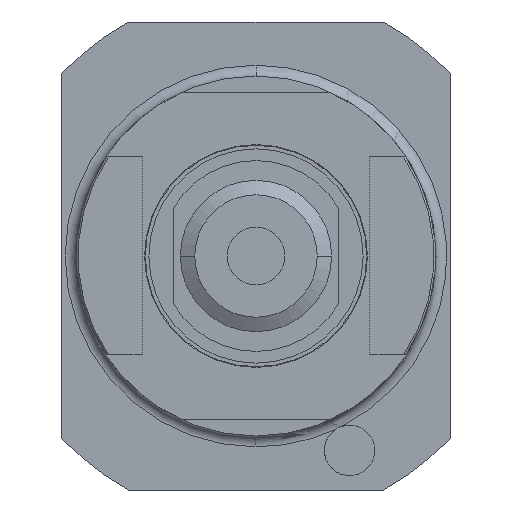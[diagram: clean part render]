
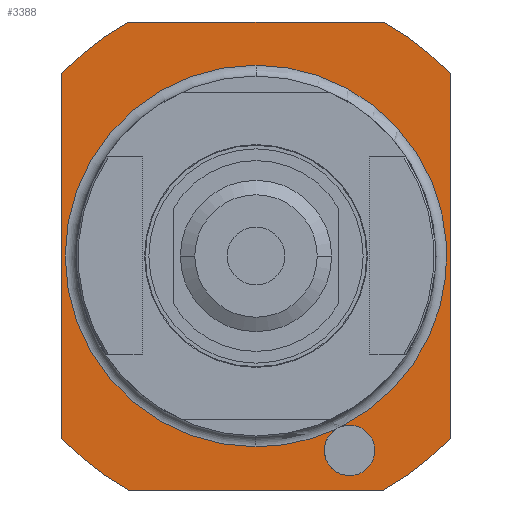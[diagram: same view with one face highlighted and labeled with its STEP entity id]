
A CAD part, left-side view. The second image highlights one B-rep face of the part: STEP entity #3388.
In plain terms, the highlighted planar face has unit normal (-1, 0, 0).
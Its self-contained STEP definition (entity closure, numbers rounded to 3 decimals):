
#1=CARTESIAN_POINT('',(-41.,0.,0.));
#2=DIRECTION('',(-1.,0.,0.));
#3=DIRECTION('',(0.,0.478,0.878));
#4=AXIS2_PLACEMENT_3D('',#1,#2,#3);
#424=CARTESIAN_POINT('',(-41.,0.,0.));
#425=DIRECTION('',(-1.,0.,0.));
#426=DIRECTION('',(0.,0.73,-0.684));
#427=AXIS2_PLACEMENT_3D('',#424,#425,#426);
#487=DIRECTION('',(0.,-1.,0.));
#488=VECTOR('',#487,70.739);
#489=CARTESIAN_POINT('',(-41.,35.369,65.));
#490=LINE('',#489,#488);
#491=DIRECTION('',(0.,0.,-1.));
#492=VECTOR('',#491,101.193);
#493=CARTESIAN_POINT('',(-41.,-54.,50.596));
#494=LINE('',#493,#492);
#495=DIRECTION('',(0.,1.,0.));
#496=VECTOR('',#495,70.739);
#497=CARTESIAN_POINT('',(-41.,-35.369,-65.));
#498=LINE('',#497,#496);
#499=DIRECTION('',(0.,0.,1.));
#500=VECTOR('',#499,101.193);
#501=CARTESIAN_POINT('',(-41.,54.,-50.596));
#502=LINE('',#501,#500);
#503=CARTESIAN_POINT('',(-41.,-26.,-54.));
#504=DIRECTION('',(1.,0.,0.));
#505=DIRECTION('',(0.,0.,1.));
#506=AXIS2_PLACEMENT_3D('',#503,#504,#505);
#508=CARTESIAN_POINT('',(-41.,-26.,-54.));
#509=DIRECTION('',(1.,0.,0.));
#510=DIRECTION('',(0.,0.313,0.95));
#511=AXIS2_PLACEMENT_3D('',#508,#509,#510);
#513=CARTESIAN_POINT('',(-41.,-26.,-54.));
#514=DIRECTION('',(1.,0.,0.));
#515=DIRECTION('',(0.,0.,-1.));
#516=AXIS2_PLACEMENT_3D('',#513,#514,#515);
#518=CARTESIAN_POINT('',(-41.,0.,0.));
#519=DIRECTION('',(1.,0.,0.));
#520=DIRECTION('',(0.,-0.478,0.878));
#521=AXIS2_PLACEMENT_3D('',#518,#519,#520);
#581=CARTESIAN_POINT('',(-41.,0.,0.));
#582=DIRECTION('',(1.,0.,0.));
#583=DIRECTION('',(0.,-0.73,-0.684));
#584=AXIS2_PLACEMENT_3D('',#581,#582,#583);
#603=CARTESIAN_POINT('',(-41.,0.,0.));
#604=DIRECTION('',(-1.,0.,0.));
#605=DIRECTION('',(0.,0.,-1.));
#606=AXIS2_PLACEMENT_3D('',#603,#604,#605);
#618=CARTESIAN_POINT('',(-41.,0.,0.));
#619=DIRECTION('',(-1.,0.,0.));
#620=DIRECTION('',(0.,-0.449,-0.893));
#621=AXIS2_PLACEMENT_3D('',#618,#619,#620);
#623=CARTESIAN_POINT('',(-41.,0.,0.));
#624=DIRECTION('',(-1.,0.,0.));
#625=DIRECTION('',(0.,0.,1.));
#626=AXIS2_PLACEMENT_3D('',#623,#624,#625);
#2275=CARTESIAN_POINT('',(-41.,35.369,65.));
#2277=VERTEX_POINT('',#2275);
#2279=CARTESIAN_POINT('',(-41.,35.369,-65.));
#2281=VERTEX_POINT('',#2279);
#2283=CARTESIAN_POINT('',(-41.,54.,50.596));
#2285=VERTEX_POINT('',#2283);
#2287=CARTESIAN_POINT('',(-41.,54.,-50.596));
#2289=VERTEX_POINT('',#2287);
#2292=CARTESIAN_POINT('',(-41.,-35.369,65.));
#2293=VERTEX_POINT('',#2292);
#2294=CARTESIAN_POINT('',(-41.,-54.,50.596));
#2295=CARTESIAN_POINT('',(-41.,-54.,-50.596));
#2296=VERTEX_POINT('',#2294);
#2297=VERTEX_POINT('',#2295);
#2298=CARTESIAN_POINT('',(-41.,-35.369,-65.));
#2299=VERTEX_POINT('',#2298);
#2334=CARTESIAN_POINT('',(-41.,0.,53.));
#2335=CARTESIAN_POINT('',(-41.,0.,-53.));
#2336=VERTEX_POINT('',#2334);
#2337=VERTEX_POINT('',#2335);
#2614=CARTESIAN_POINT('',(-41.,-26.,-47.));
#2615=CARTESIAN_POINT('',(-41.,-26.,-61.));
#2616=VERTEX_POINT('',#2614);
#2617=VERTEX_POINT('',#2615);
#2618=CARTESIAN_POINT('',(-41.,-22.172,-48.139));
#2619=VERTEX_POINT('',#2618);
#2620=CARTESIAN_POINT('',(-41.,-23.806,-47.353));
#2621=VERTEX_POINT('',#2620);
#3356=CARTESIAN_POINT('',(-41.,0.,0.));
#3357=DIRECTION('',(-1.,0.,0.));
#3358=DIRECTION('',(0.,0.,-1.));
#3359=AXIS2_PLACEMENT_3D('',#3356,#3357,#3358);
#3360=PLANE('',#3359);
#3361=ORIENTED_EDGE('',*,*,#2935,.T.);
#3363=ORIENTED_EDGE('',*,*,#3362,.T.);
#3365=ORIENTED_EDGE('',*,*,#3364,.T.);
#3367=ORIENTED_EDGE('',*,*,#3366,.T.);
#3368=ORIENTED_EDGE('',*,*,#3110,.T.);
#3369=ORIENTED_EDGE('',*,*,#3248,.F.);
#3370=ORIENTED_EDGE('',*,*,#3267,.T.);
#3371=ORIENTED_EDGE('',*,*,#2916,.F.);
#3372=EDGE_LOOP('',(#3361,#3363,#3365,#3367,#3368,#3369,#3370,#3371));
#3373=FACE_OUTER_BOUND('',#3372,.F.);
#3375=ORIENTED_EDGE('',*,*,#3374,.F.);
#3377=ORIENTED_EDGE('',*,*,#3376,.F.);
#3379=ORIENTED_EDGE('',*,*,#3378,.T.);
#3381=ORIENTED_EDGE('',*,*,#3380,.T.);
#3383=ORIENTED_EDGE('',*,*,#3382,.T.);
#3385=ORIENTED_EDGE('',*,*,#3384,.F.);
#3386=EDGE_LOOP('',(#3375,#3377,#3379,#3381,#3383,#3385));
#3387=FACE_BOUND('',#3386,.F.);
#3388=ADVANCED_FACE('',(#3373,#3387),#3360,.T.);
#5=CIRCLE('',#4,74.);
#428=CIRCLE('',#427,74.);
#507=CIRCLE('',#506,7.);
#512=CIRCLE('',#511,7.);
#517=CIRCLE('',#516,7.);
#522=CIRCLE('',#521,74.);
#585=CIRCLE('',#584,74.);
#607=CIRCLE('',#606,53.);
#622=CIRCLE('',#621,53.);
#627=CIRCLE('',#626,53.);
#2916=EDGE_CURVE('',#2277,#2285,#5,.T.);
#2935=EDGE_CURVE('',#2277,#2293,#490,.T.);
#3110=EDGE_CURVE('',#2299,#2281,#498,.T.);
#3248=EDGE_CURVE('',#2289,#2281,#428,.T.);
#3267=EDGE_CURVE('',#2289,#2285,#502,.T.);
#3362=EDGE_CURVE('',#2293,#2296,#522,.T.);
#3364=EDGE_CURVE('',#2296,#2297,#494,.T.);
#3366=EDGE_CURVE('',#2297,#2299,#585,.T.);
#3374=EDGE_CURVE('',#2616,#2617,#507,.T.);
#3376=EDGE_CURVE('',#2621,#2616,#512,.T.);
#3378=EDGE_CURVE('',#2621,#2336,#622,.T.);
#3380=EDGE_CURVE('',#2336,#2337,#627,.T.);
#3382=EDGE_CURVE('',#2337,#2619,#607,.T.);
#3384=EDGE_CURVE('',#2617,#2619,#517,.T.);
